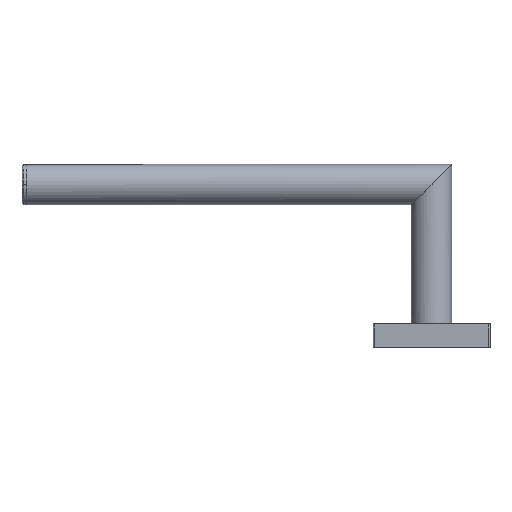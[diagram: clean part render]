
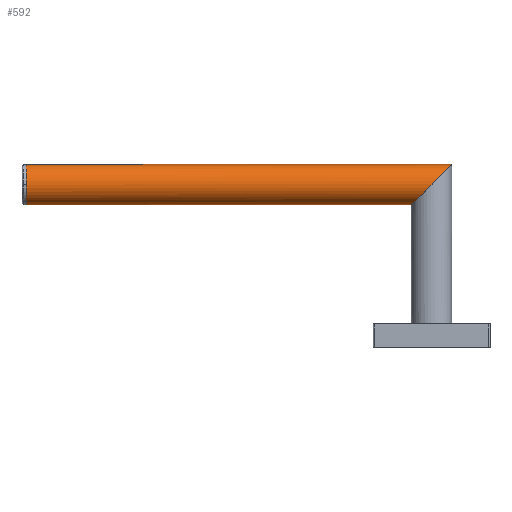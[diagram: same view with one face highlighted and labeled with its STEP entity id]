
A CAD part, top view. The second image highlights one B-rep face of the part: STEP entity #592.
In plain terms, the highlighted cylindrical face has radius 9.5 mm (diameter 19 mm), a partial arc.
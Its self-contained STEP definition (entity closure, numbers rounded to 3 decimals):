
#44 = EDGE_CURVE ( 'NONE', #2431, #2430, #157, .T. ) ;
#58 = EDGE_CURVE ( 'NONE', #2429, #2428, #492, .T. ) ;
#71 = EDGE_CURVE ( 'NONE', #2429, #2430, #1748, .T. ) ;
#157 = CIRCLE ( 'NONE', #1167, 9.5 ) ;
#166 = EDGE_CURVE ( 'NONE', #2428, #2431, #1609, .T. ) ;
#492 =( BOUNDED_CURVE ( )  B_SPLINE_CURVE ( 3, ( #1771, #1770, #1769, #1768 ),
 .UNSPECIFIED., .F., .T. ) 
 B_SPLINE_CURVE_WITH_KNOTS ( ( 4, 4 ),
 ( 0., 3.142 ),
 .UNSPECIFIED. ) 
 CURVE ( )  GEOMETRIC_REPRESENTATION_ITEM ( )  RATIONAL_B_SPLINE_CURVE ( ( 1., 0.333, 0.333, 1. ) ) 
 REPRESENTATION_ITEM ( '' )  );
#592 = ADVANCED_FACE ( 'NONE', ( #1415 ), #1200, .T. ) ;
#922 = DIRECTION ( 'NONE',  ( 0., 0., -1. ) ) ;
#923 = DIRECTION ( 'NONE',  ( 0., -1., 0. ) ) ;
#924 = CARTESIAN_POINT ( 'NONE',  ( 0., 200., 0. ) ) ;
#1093 = VECTOR ( 'NONE', #1607, 1000. ) ;
#1150 = VECTOR ( 'NONE', #1746, 1000. ) ;
#1167 = AXIS2_PLACEMENT_3D ( 'NONE', #2474, #2473, #2472 ) ;
#1200 = CYLINDRICAL_SURFACE ( 'NONE', #1410, 9.5 ) ;
#1410 = AXIS2_PLACEMENT_3D ( 'NONE', #924, #923, #922 ) ;
#1415 = FACE_OUTER_BOUND ( 'NONE', #2150, .T. ) ;
#1607 = DIRECTION ( 'NONE',  ( 0., -1., 0. ) ) ;
#1608 = CARTESIAN_POINT ( 'NONE',  ( 0., 200., -9.5 ) ) ;
#1609 = LINE ( 'NONE', #1608, #1093 ) ;
#1746 = DIRECTION ( 'NONE',  ( 0., -1., 0. ) ) ;
#1747 = CARTESIAN_POINT ( 'NONE',  ( 0., 200., 9.5 ) ) ;
#1748 = LINE ( 'NONE', #1747, #1150 ) ;
#1768 = CARTESIAN_POINT ( 'NONE',  ( 0., 200., -9.5 ) ) ;
#1769 = CARTESIAN_POINT ( 'NONE',  ( -19., 200., -9.5 ) ) ;
#1770 = CARTESIAN_POINT ( 'NONE',  ( -19., 181., 9.5 ) ) ;
#1771 = CARTESIAN_POINT ( 'NONE',  ( 0., 181., 9.5 ) ) ;
#2150 = EDGE_LOOP ( 'NONE', ( #2606, #2604, #2605, #2603 ) ) ;
#2428 = VERTEX_POINT ( 'NONE', #3602 ) ;
#2429 = VERTEX_POINT ( 'NONE', #3603 ) ;
#2430 = VERTEX_POINT ( 'NONE', #3604 ) ;
#2431 = VERTEX_POINT ( 'NONE', #3605 ) ;
#2472 = DIRECTION ( 'NONE',  ( 0., 0., 1. ) ) ;
#2473 = DIRECTION ( 'NONE',  ( 0., 1., 0. ) ) ;
#2474 = CARTESIAN_POINT ( 'NONE',  ( 0., 0., 0. ) ) ;
#2603 = ORIENTED_EDGE ( 'NONE', *, *, #44, .T. ) ;
#2604 = ORIENTED_EDGE ( 'NONE', *, *, #58, .T. ) ;
#2605 = ORIENTED_EDGE ( 'NONE', *, *, #166, .T. ) ;
#2606 = ORIENTED_EDGE ( 'NONE', *, *, #71, .F. ) ;
#3602 = CARTESIAN_POINT ( 'NONE',  ( 0., 200., -9.5 ) ) ;
#3603 = CARTESIAN_POINT ( 'NONE',  ( 0., 181., 9.5 ) ) ;
#3604 = CARTESIAN_POINT ( 'NONE',  ( 0., 0., 9.5 ) ) ;
#3605 = CARTESIAN_POINT ( 'NONE',  ( 0., 0., -9.5 ) ) ;
